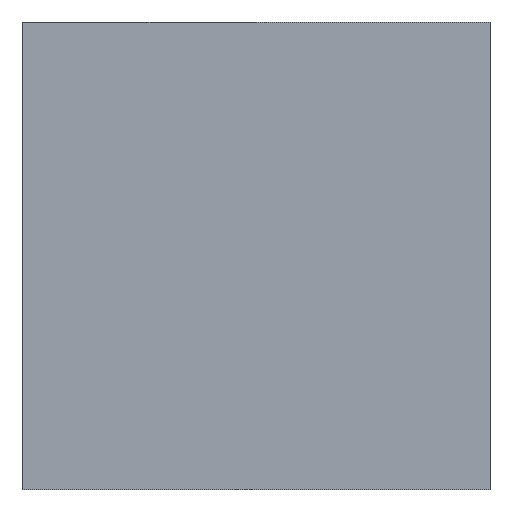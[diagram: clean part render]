
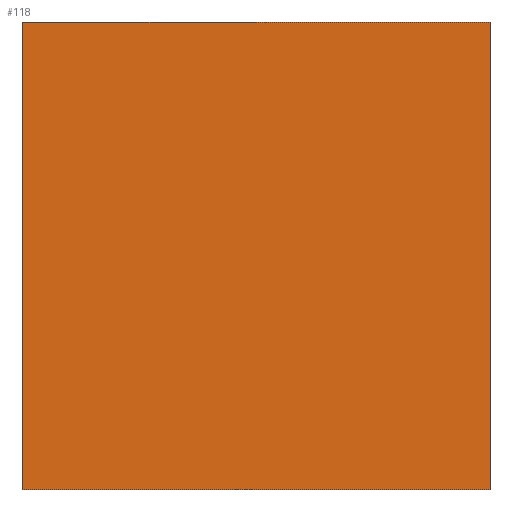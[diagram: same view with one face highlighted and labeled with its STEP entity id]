
A CAD part, front view. The second image highlights one B-rep face of the part: STEP entity #118.
In plain terms, the highlighted planar face has unit normal (0, -1, 0).
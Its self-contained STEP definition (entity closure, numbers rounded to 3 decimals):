
#1 = ORIENTED_EDGE ( 'NONE', *, *, #248, .F. ) ;
#2 = LINE ( 'NONE', #200, #232 ) ;
#5 = LINE ( 'NONE', #129, #197 ) ;
#6 = PLANE ( 'NONE',  #18 ) ;
#13 = VECTOR ( 'NONE', #147, 1000. ) ;
#18 = AXIS2_PLACEMENT_3D ( 'NONE', #125, #201, #173 ) ;
#25 = CARTESIAN_POINT ( 'NONE',  ( -13., -150.399, 26. ) ) ;
#37 = VERTEX_POINT ( 'NONE', #142 ) ;
#81 = LINE ( 'NONE', #100, #191 ) ;
#95 = ORIENTED_EDGE ( 'NONE', *, *, #251, .T. ) ;
#100 = CARTESIAN_POINT ( 'NONE',  ( 13., -150.399, 26. ) ) ;
#105 = EDGE_CURVE ( 'NONE', #226, #301, #5, .T. ) ;
#118 = ADVANCED_FACE ( 'NONE', ( #151 ), #6, .F. ) ;
#125 = CARTESIAN_POINT ( 'NONE',  ( 13., -150.399, 26. ) ) ;
#129 = CARTESIAN_POINT ( 'NONE',  ( 13., -150.399, 0. ) ) ;
#142 = CARTESIAN_POINT ( 'NONE',  ( 13., -150.399, 26. ) ) ;
#143 = VERTEX_POINT ( 'NONE', #219 ) ;
#147 = DIRECTION ( 'NONE',  ( 0., 0., -1. ) ) ;
#151 = FACE_OUTER_BOUND ( 'NONE', #255, .T. ) ;
#173 = DIRECTION ( 'NONE',  ( 0., 0., 1. ) ) ;
#174 = EDGE_CURVE ( 'NONE', #143, #37, #81, .T. ) ;
#186 = ORIENTED_EDGE ( 'NONE', *, *, #174, .F. ) ;
#191 = VECTOR ( 'NONE', #216, 1000. ) ;
#194 = DIRECTION ( 'NONE',  ( 0., 0., -1. ) ) ;
#197 = VECTOR ( 'NONE', #220, 1000. ) ;
#200 = CARTESIAN_POINT ( 'NONE',  ( 13., -150.399, 26. ) ) ;
#201 = DIRECTION ( 'NONE',  ( 0., 1., 0. ) ) ;
#204 = CARTESIAN_POINT ( 'NONE',  ( 13., -150.399, 0. ) ) ;
#216 = DIRECTION ( 'NONE',  ( 1., 0., 0. ) ) ;
#219 = CARTESIAN_POINT ( 'NONE',  ( -13., -150.399, 26. ) ) ;
#220 = DIRECTION ( 'NONE',  ( 1., 0., 0. ) ) ;
#226 = VERTEX_POINT ( 'NONE', #269 ) ;
#232 = VECTOR ( 'NONE', #194, 1000. ) ;
#248 = EDGE_CURVE ( 'NONE', #37, #301, #2, .T. ) ;
#251 = EDGE_CURVE ( 'NONE', #143, #226, #284, .T. ) ;
#255 = EDGE_LOOP ( 'NONE', ( #275, #1, #186, #95 ) ) ;
#269 = CARTESIAN_POINT ( 'NONE',  ( -13., -150.399, 0. ) ) ;
#275 = ORIENTED_EDGE ( 'NONE', *, *, #105, .T. ) ;
#284 = LINE ( 'NONE', #25, #13 ) ;
#301 = VERTEX_POINT ( 'NONE', #204 ) ;
